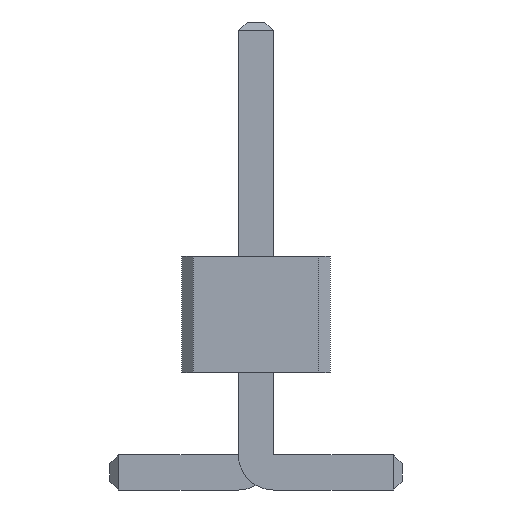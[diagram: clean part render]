
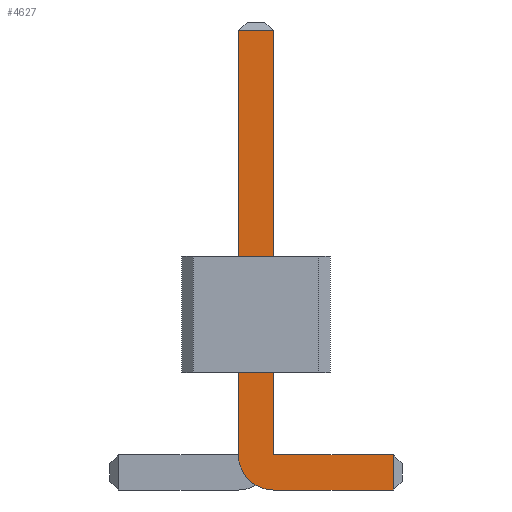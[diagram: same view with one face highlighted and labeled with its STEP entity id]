
A CAD part, front view. The second image highlights one B-rep face of the part: STEP entity #4627.
In plain terms, the highlighted planar face has unit normal (0, -1, 0).
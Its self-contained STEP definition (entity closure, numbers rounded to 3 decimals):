
#13=DIRECTION('',(0.,0.,1.));
#67=DIRECTION('',(1.,0.,0.));
#2093=VECTOR('',#67,1.);
#2104=DIRECTION('',(0.,1.,0.));
#2146=DIRECTION('',(-1.,0.,0.));
#4169=VECTOR('',#2146,1.);
#4438=DIRECTION('',(-0.,1.,0.));
#4439=DIRECTION('',(0.,0.,-1.));
#4446=VECTOR('',#4447,1.);
#4447=DIRECTION('',(0.,0.,1.));
#4458=VECTOR('',#4439,1.);
#4476=VERTEX_POINT('',#4477);
#4477=CARTESIAN_POINT('',(1.175,-17.65,0.));
#4480=ORIENTED_EDGE('',*,*,#4481,.T.);
#4481=EDGE_CURVE('',#4476,#4482,#4484,.T.);
#4482=VERTEX_POINT('',#4483);
#4483=CARTESIAN_POINT('',(0.15,-17.65,0.));
#4484=LINE('',#4485,#4169);
#4485=CARTESIAN_POINT('',(1.25,-17.65,0.));
#4522=VERTEX_POINT('',#4523);
#4523=CARTESIAN_POINT('',(-0.15,-17.65,0.3));
#4526=EDGE_CURVE('',#4482,#4522,#4527,.T.);
#4527=CIRCLE('',#4528,0.3);
#4528=AXIS2_PLACEMENT_3D('',#4529,#4438,#4439);
#4529=CARTESIAN_POINT('',(0.15,-17.65,0.3));
#4538=VERTEX_POINT('',#4529);
#4540=ORIENTED_EDGE('',*,*,#4541,.T.);
#4541=EDGE_CURVE('',#4538,#4542,#4544,.T.);
#4542=VERTEX_POINT('',#4543);
#4543=CARTESIAN_POINT('',(1.175,-17.65,0.3));
#4544=LINE('',#4529,#2093);
#4554=ORIENTED_EDGE('',*,*,#4555,.T.);
#4555=EDGE_CURVE('',#4522,#4556,#4558,.T.);
#4556=VERTEX_POINT('',#4557);
#4557=CARTESIAN_POINT('',(-0.15,-17.65,3.925));
#4558=LINE('',#4559,#4446);
#4559=CARTESIAN_POINT('',(-0.15,-17.65,0.));
#4572=VERTEX_POINT('',#4573);
#4573=CARTESIAN_POINT('',(0.15,-17.65,3.925));
#4575=ORIENTED_EDGE('',*,*,#4576,.T.);
#4576=EDGE_CURVE('',#4572,#4538,#4577,.T.);
#4577=LINE('',#4578,#4458);
#4578=CARTESIAN_POINT('',(0.15,-17.65,4.));
#4627=ADVANCED_FACE('',(#4628),#4637,.F.);
#4628=FACE_BOUND('',#4629,.F.);
#4629=EDGE_LOOP('',(#4480,#4630,#4554,#4631,#4575,#4540,#4634));
#4630=ORIENTED_EDGE('',*,*,#4526,.T.);
#4631=ORIENTED_EDGE('',*,*,#4632,.T.);
#4632=EDGE_CURVE('',#4556,#4572,#4633,.T.);
#4633=LINE('',#4557,#2093);
#4634=ORIENTED_EDGE('',*,*,#4635,.T.);
#4635=EDGE_CURVE('',#4542,#4476,#4636,.T.);
#4636=LINE('',#4543,#4458);
#4637=PLANE('',#4638);
#4638=AXIS2_PLACEMENT_3D('',#4639,#2104,#13);
#4639=CARTESIAN_POINT('',(0.173,-17.65,1.623));
